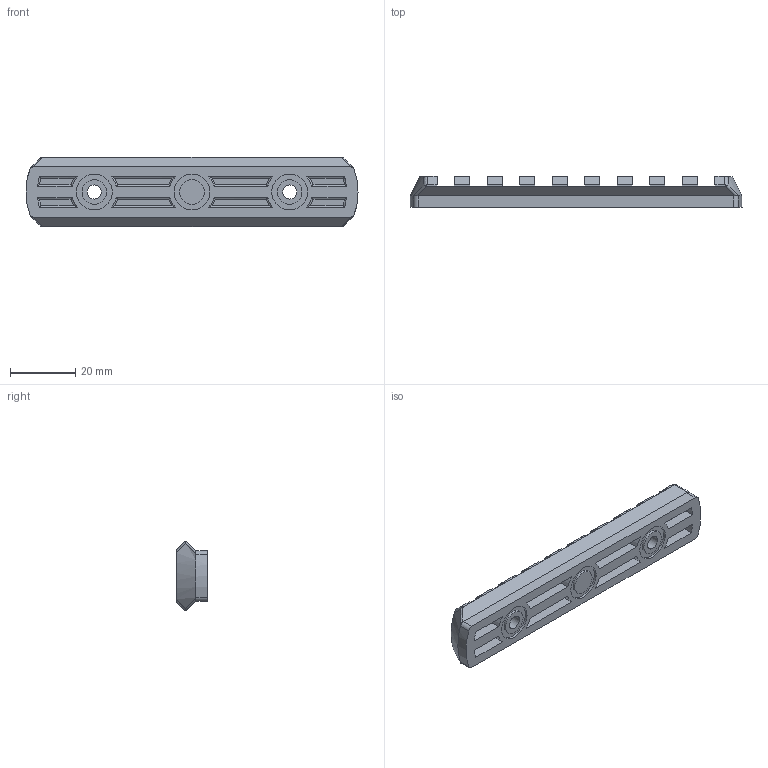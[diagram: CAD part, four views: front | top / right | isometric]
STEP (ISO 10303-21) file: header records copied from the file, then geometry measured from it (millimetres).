
FILE_DESCRIPTION (( 'STEP AP214' ), '1' );
FILE_NAME ('M-LOK Picatinny Rail, 9 Slots_2021_reworked.STEP', '2021-04-26T14:00:25', ( '' ), ( '' ), 'SwSTEP 2.0', 'SolidWorks 2019', '' );
FILE_SCHEMA (( 'AUTOMOTIVE_DESIGN' ));
Length unit declared in the file: millimetre
Products named in the file (1): M-LOK Picatinny Rail, 9 Slots_2021_reworked
Bounding box: 101.97 x 9.5 x 21.2 mm (x, y, z)
Volume: 11835.1 mm3; surface area: 7884.3 mm2
Topology: 1 solids, 1 shells, 180 faces, 456 edges, 292 vertices
Faces by surface type: plane 106, cylinder 48, torus 16, bspline 10
Full cylindrical faces by diameter (mm): 4.3 x2, 7.5 x3, 8 x2, 11 x3
Entity records: 5733 total; most frequent: CARTESIAN_POINT 1518, ORIENTED_EDGE 888, DIRECTION 802, EDGE_CURVE 444, VERTEX_POINT 290, VECTOR 280, LINE 280, AXIS2_PLACEMENT_3D 261
